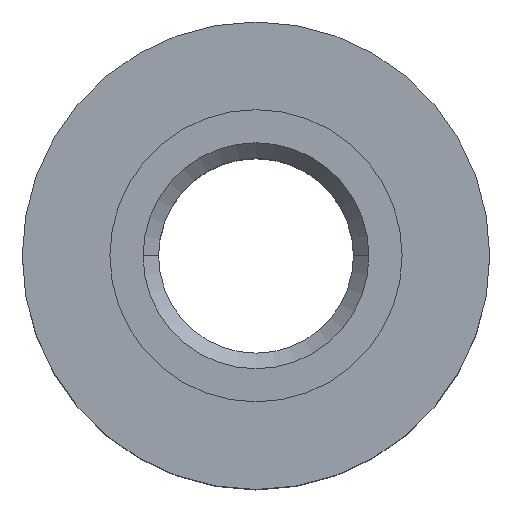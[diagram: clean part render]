
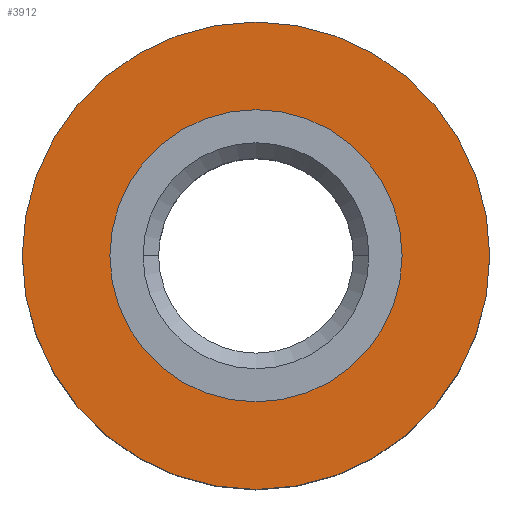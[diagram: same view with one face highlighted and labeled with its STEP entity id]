
A CAD part, top view. The second image highlights one B-rep face of the part: STEP entity #3912.
In plain terms, the highlighted planar face has unit normal (0, 0, 1).
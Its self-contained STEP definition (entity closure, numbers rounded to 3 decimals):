
#69 = FACE_BOUND ( 'NONE', #4728, .T. ) ;
#91 = FACE_OUTER_BOUND ( 'NONE', #4704, .T. ) ;
#310 = EDGE_CURVE ( 'NONE', #2943, #1105, #1843, .T. ) ;
#368 = EDGE_CURVE ( 'NONE', #3014, #592, #1924, .T. ) ;
#381 = EDGE_CURVE ( 'NONE', #1105, #2943, #1948, .T. ) ;
#388 = EDGE_CURVE ( 'NONE', #592, #3014, #1959, .T. ) ;
#411 = AXIS2_PLACEMENT_3D ( 'NONE', #4082, #4081, #4077 ) ;
#592 = VERTEX_POINT ( 'NONE', #3690 ) ;
#1105 = VERTEX_POINT ( 'NONE', #3572 ) ;
#1339 = ORIENTED_EDGE ( 'NONE', *, *, #381, .T. ) ;
#1341 = ORIENTED_EDGE ( 'NONE', *, *, #310, .T. ) ;
#1342 = ORIENTED_EDGE ( 'NONE', *, *, #388, .T. ) ;
#1343 = ORIENTED_EDGE ( 'NONE', *, *, #368, .T. ) ;
#1843 = CIRCLE ( 'NONE', #411, 3.75 ) ;
#1924 = CIRCLE ( 'NONE', #3068, 6. ) ;
#1948 = CIRCLE ( 'NONE', #3074, 3.75 ) ;
#1959 = CIRCLE ( 'NONE', #3078, 6. ) ;
#2099 = AXIS2_PLACEMENT_3D ( 'NONE', #3498, #3496, #3502 ) ;
#2943 = VERTEX_POINT ( 'NONE', #3280 ) ;
#3014 = VERTEX_POINT ( 'NONE', #3349 ) ;
#3068 = AXIS2_PLACEMENT_3D ( 'NONE', #4052, #4051, #4050 ) ;
#3074 = AXIS2_PLACEMENT_3D ( 'NONE', #3677, #3712, #3782 ) ;
#3078 = AXIS2_PLACEMENT_3D ( 'NONE', #3770, #3768, #3767 ) ;
#3280 = CARTESIAN_POINT ( 'NONE',  ( 3.75, 0., 3.5 ) ) ;
#3349 = CARTESIAN_POINT ( 'NONE',  ( -6., 0., 3.5 ) ) ;
#3496 = DIRECTION ( 'NONE',  ( 0., 0., -1. ) ) ;
#3498 = CARTESIAN_POINT ( 'NONE',  ( 0., 6., 3.5 ) ) ;
#3500 = PLANE ( 'NONE',  #2099 ) ;
#3502 = DIRECTION ( 'NONE',  ( -1., 0., 0. ) ) ;
#3572 = CARTESIAN_POINT ( 'NONE',  ( -3.75, 0., 3.5 ) ) ;
#3677 = CARTESIAN_POINT ( 'NONE',  ( 0., 0., 3.5 ) ) ;
#3690 = CARTESIAN_POINT ( 'NONE',  ( 6., 0., 3.5 ) ) ;
#3712 = DIRECTION ( 'NONE',  ( 0., 0., -1. ) ) ;
#3767 = DIRECTION ( 'NONE',  ( 1., 0., 0. ) ) ;
#3768 = DIRECTION ( 'NONE',  ( 0., 0., 1. ) ) ;
#3770 = CARTESIAN_POINT ( 'NONE',  ( 0., 0., 3.5 ) ) ;
#3782 = DIRECTION ( 'NONE',  ( -1., 0., 0. ) ) ;
#3912 = ADVANCED_FACE ( 'NONE', ( #69, #91 ), #3500, .F. ) ;
#4050 = DIRECTION ( 'NONE',  ( 1., 0., 0. ) ) ;
#4051 = DIRECTION ( 'NONE',  ( 0., 0., 1. ) ) ;
#4052 = CARTESIAN_POINT ( 'NONE',  ( 0., 0., 3.5 ) ) ;
#4077 = DIRECTION ( 'NONE',  ( -1., 0., 0. ) ) ;
#4081 = DIRECTION ( 'NONE',  ( 0., 0., -1. ) ) ;
#4082 = CARTESIAN_POINT ( 'NONE',  ( 0., 0., 3.5 ) ) ;
#4704 = EDGE_LOOP ( 'NONE', ( #1342, #1343 ) ) ;
#4728 = EDGE_LOOP ( 'NONE', ( #1339, #1341 ) ) ;
